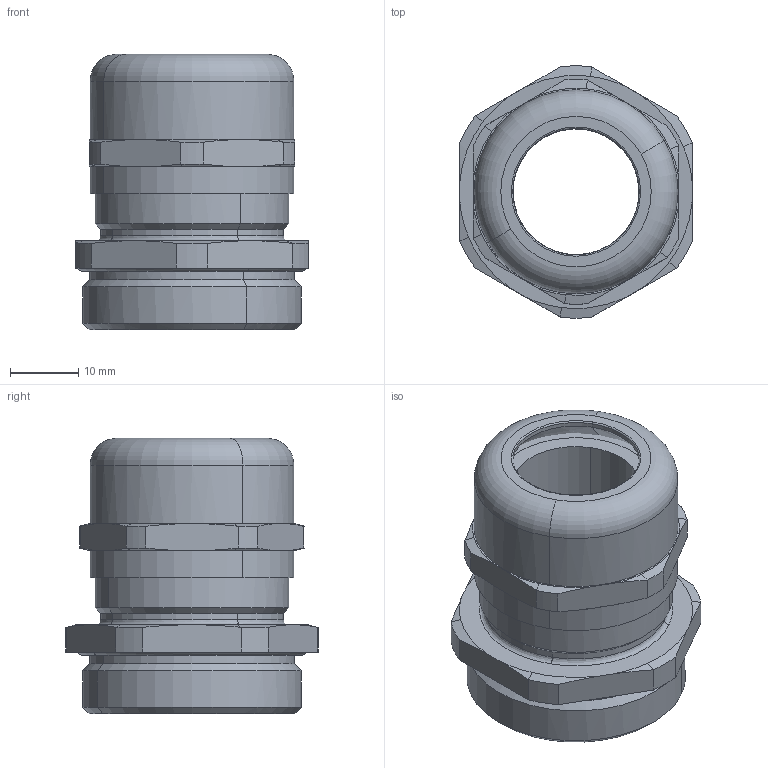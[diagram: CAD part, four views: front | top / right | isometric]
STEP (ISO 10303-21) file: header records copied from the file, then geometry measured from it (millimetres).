
FILE_DESCRIPTION(('CATIA V5R24 STEP','CAx-IF Rec.Pracs.--- Model Styling and Organization---1.2---2011-12-15'),'2;1');
FILE_NAME ('020974-3_2_1772240000_1772240000.stp','2018-03-28T09:19:24+00:00',('none'),('Weidmueller'),'CATIA Version 5-6 Release 2014 SP4 HF52','CATIA V5 STEP AP214','none');
FILE_SCHEMA(('AUTOMOTIVE_DESIGN { 1 0 10303 214 1 1 1 1 }'));
Length unit declared in the file: millimetre
Products named in the file (1): 65651_VG_M32-MS68
Bounding box: 34 x 36.87 x 40.26 mm (x, y, z)
Volume: 15550.3 mm3; surface area: 15051.4 mm2
Topology: 4 solids, 4 shells, 156 faces, 477 edges, 337 vertices
Faces by surface type: cone 54, cylinder 52, plane 28, torus 14, bspline 8
Entity records: 5839 total; most frequent: CARTESIAN_POINT 1726, ORIENTED_EDGE 954, DIRECTION 660, EDGE_CURVE 477, AXIS2_PLACEMENT_3D 395, VERTEX_POINT 337, CIRCLE 253, EDGE_LOOP 172
